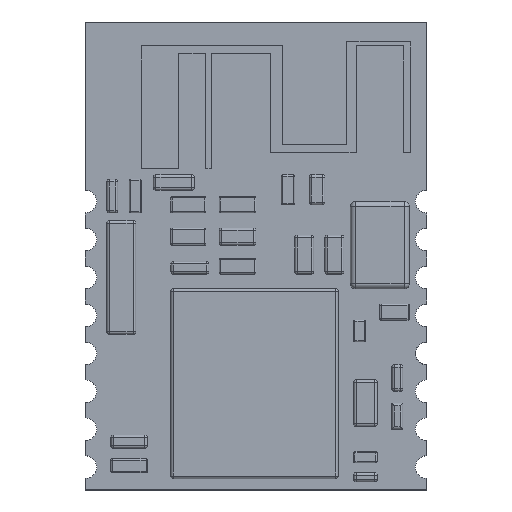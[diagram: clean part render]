
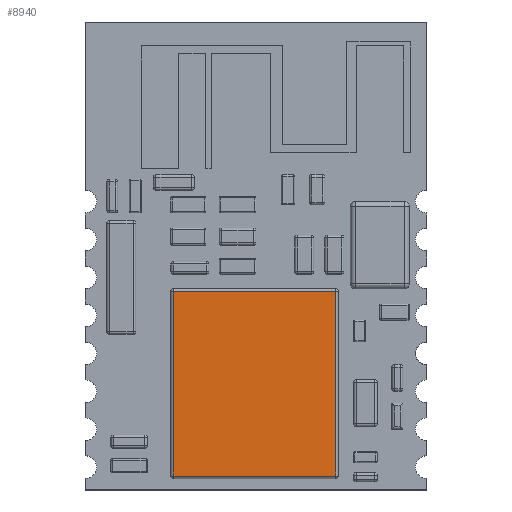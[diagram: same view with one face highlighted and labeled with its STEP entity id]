
A CAD part, top view. The second image highlights one B-rep face of the part: STEP entity #8940.
In plain terms, the highlighted planar face has unit normal (0, 0, 1).
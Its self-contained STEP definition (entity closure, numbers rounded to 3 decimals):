
#141=PLANE($,#9857);
#759=LINE($,#14524,#1549);
#763=LINE($,#14540,#1553);
#765=LINE($,#14543,#1555);
#767=LINE($,#14546,#1557);
#1549=VECTOR($,#12032,6.41);
#1553=VECTOR($,#12050,7.3);
#1555=VECTOR($,#12054,6.41);
#1557=VECTOR($,#12058,7.3);
#2446=FACE_OUTER_BOUND($,#2985,.T.);
#2985=EDGE_LOOP($,(#6935,#6936,#6937,#6938));
#4090=VERTEX_POINT($,#14486);
#4095=VERTEX_POINT($,#14499);
#4100=VERTEX_POINT($,#14512);
#4105=VERTEX_POINT($,#14528);
#5145=EDGE_CURVE($,#4090,#4100,#759,.T.);
#5153=EDGE_CURVE($,#4100,#4105,#763,.T.);
#5155=EDGE_CURVE($,#4105,#4095,#765,.T.);
#5157=EDGE_CURVE($,#4095,#4090,#767,.T.);
#6935=ORIENTED_EDGE($,*,*,#5145,.F.);
#6936=ORIENTED_EDGE($,*,*,#5157,.F.);
#6937=ORIENTED_EDGE($,*,*,#5155,.F.);
#6938=ORIENTED_EDGE($,*,*,#5153,.F.);
#8940=ADVANCED_FACE($,(#2446),#141,.T.);
#9857=AXIS2_PLACEMENT_3D($,#14552,#12066,#12067);
#12032=DIRECTION($,(1.,0.,0.));
#12050=DIRECTION($,(0.,-1.,0.));
#12054=DIRECTION($,(-1.,0.,0.));
#12058=DIRECTION($,(0.,1.,0.));
#12066=DIRECTION('center_axis',(0.,0.,1.));
#12067=DIRECTION('ref_axis',(1.,0.,0.));
#14486=CARTESIAN_POINT('',(-3.839,-4.854,1.7));
#14499=CARTESIAN_POINT('',(-3.839,-12.154,1.7));
#14512=CARTESIAN_POINT('',(2.571,-4.854,1.7));
#14524=CARTESIAN_POINT($,(1.019,-4.854,1.7));
#14528=CARTESIAN_POINT('',(2.571,-12.154,1.7));
#14540=CARTESIAN_POINT($,(2.571,-10.379,1.7));
#14543=CARTESIAN_POINT($,(-2.286,-12.154,1.7));
#14546=CARTESIAN_POINT($,(-3.839,-6.629,1.7));
#14552=CARTESIAN_POINT('Origin',(-0.634,-8.504,1.7));
